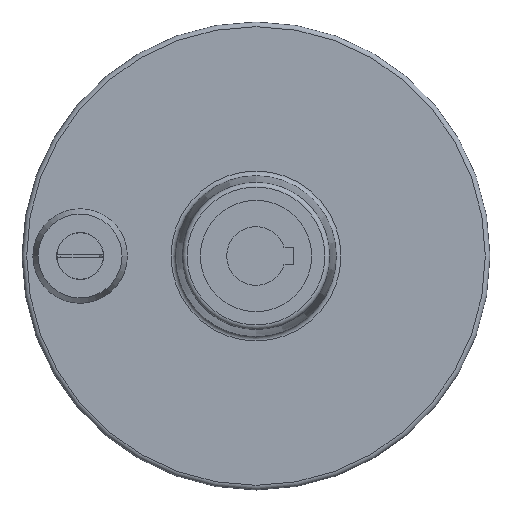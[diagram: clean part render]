
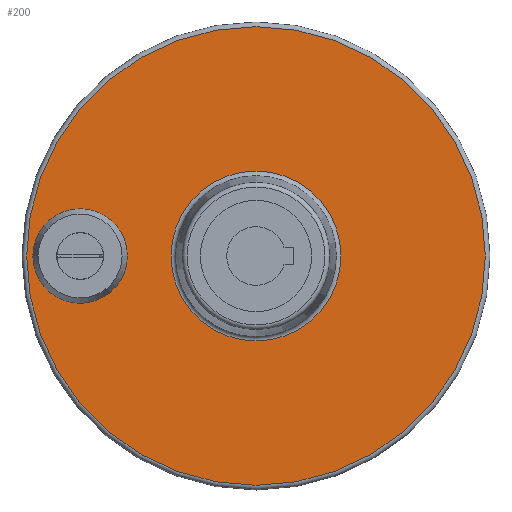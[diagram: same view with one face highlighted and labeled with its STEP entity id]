
A CAD part, front view. The second image highlights one B-rep face of the part: STEP entity #200.
In plain terms, the highlighted planar face has unit normal (0, -1, 0).
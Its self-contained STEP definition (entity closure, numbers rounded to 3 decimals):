
#200 = ADVANCED_FACE( '', ( #438, #439, #440 ), #441, .F. );
#438 = FACE_OUTER_BOUND( '', #698, .T. );
#439 = FACE_BOUND( '', #699, .T. );
#440 = FACE_BOUND( '', #700, .T. );
#441 = PLANE( '', #701 );
#698 = EDGE_LOOP( '', ( #1205 ) );
#699 = EDGE_LOOP( '', ( #1206 ) );
#700 = EDGE_LOOP( '', ( #1207 ) );
#701 = AXIS2_PLACEMENT_3D( '', #1208, #1209, #1210 );
#1205 = ORIENTED_EDGE( '', *, *, #1443, .F. );
#1206 = ORIENTED_EDGE( '', *, *, #1434, .F. );
#1207 = ORIENTED_EDGE( '', *, *, #1503, .T. );
#1208 = CARTESIAN_POINT( '', ( 15.507, -3., 0. ) );
#1209 = DIRECTION( '', ( 0., 1., 0. ) );
#1210 = DIRECTION( '', ( 0., 0., 1. ) );
#1434 = EDGE_CURVE( '', #1713, #1713, #1714, .F. );
#1443 = EDGE_CURVE( '', #1726, #1726, #1727, .T. );
#1503 = EDGE_CURVE( '', #1815, #1815, #1816, .T. );
#1713 = VERTEX_POINT( '', #2207 );
#1714 = CIRCLE( '', #2208, 8.06 );
#1726 = VERTEX_POINT( '', #2222 );
#1727 = CIRCLE( '', #2223, 39.111 );
#1815 = VERTEX_POINT( '', #2437 );
#1816 = CIRCLE( '', #2438, 14.493 );
#2207 = CARTESIAN_POINT( '', ( 0., -3., 8.06 ) );
#2208 = AXIS2_PLACEMENT_3D( '', #2751, #2752, #2753 );
#2222 = CARTESIAN_POINT( '', ( 30., -3., 39.111 ) );
#2223 = AXIS2_PLACEMENT_3D( '', #2765, #2766, #2767 );
#2437 = CARTESIAN_POINT( '', ( 30., -3., 14.493 ) );
#2438 = AXIS2_PLACEMENT_3D( '', #2838, #2839, #2840 );
#2751 = CARTESIAN_POINT( '', ( 0., -3., 0. ) );
#2752 = DIRECTION( '', ( 0., 1., 0. ) );
#2753 = DIRECTION( '', ( 0., 0., 1. ) );
#2765 = CARTESIAN_POINT( '', ( 30., -3., 0. ) );
#2766 = DIRECTION( '', ( 0., 1., 0. ) );
#2767 = DIRECTION( '', ( 0., 0., 1. ) );
#2838 = CARTESIAN_POINT( '', ( 30., -3., 0. ) );
#2839 = DIRECTION( '', ( 0., 1., 0. ) );
#2840 = DIRECTION( '', ( 0., 0., 1. ) );
